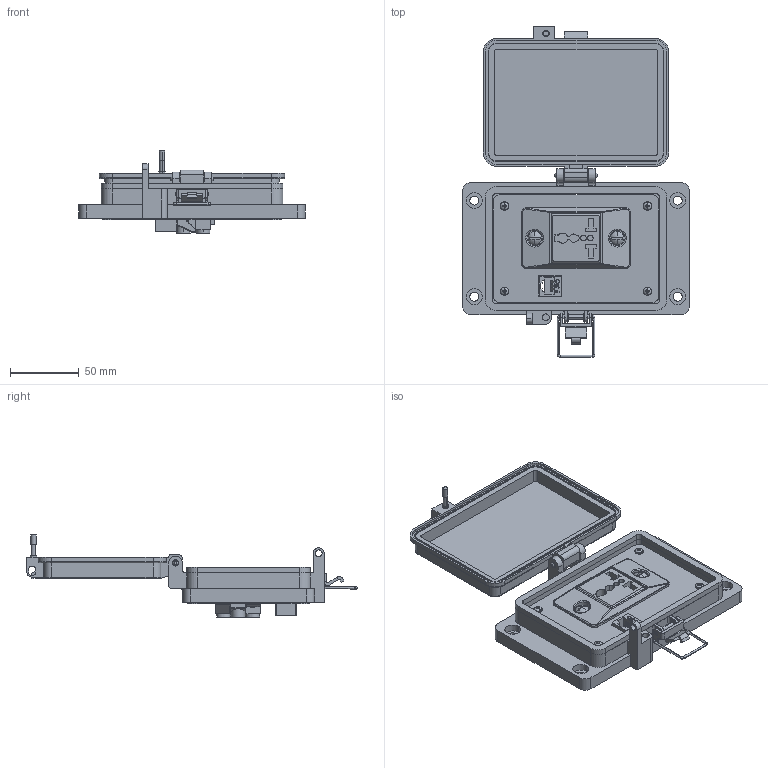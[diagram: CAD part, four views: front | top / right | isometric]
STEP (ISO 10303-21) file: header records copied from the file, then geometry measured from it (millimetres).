
FILE_DESCRIPTION (( 'STEP AP203' ), '1' );
FILE_NAME ('P-R62-M3RUV0_3D.STEP', '2019-07-24T14:53:21', ( '' ), ( '' ), 'SwSTEP 2.0', 'SolidWorks 2019', '' );
FILE_SCHEMA (( 'CONFIG_CONTROL_DESIGN' ));
Length unit declared in the file: millimetre
Products named in the file (16): Z-300-RJ45CAT6; Z-200-OTLT-RUV_bezel; R62; Z-200-OTLT-RUV_outlet; Z-H-M3_B; Z-200-OTLT-RUV; -M3; P-R62-M3RUV0_BP180_1; RUV; 92005A124_METRIC PAN HEAD PHILLIPS MACHINE SCREW_92005A124; P-R62-M3RUV0_TP060_1; Z-000-83212TH_90271A194; P-R62-M3RUV0_3D; Z-000-4243316TFP; Z-002-8321132HN_90675A009; P-R62-M3RUV0_FP060_1
Assembly tree (21 placements, depth 4):
  P-R62-M3RUV0_3D
    P-R62-M3RUV0_BP180_1
    P-R62-M3RUV0_TP060_1
    Z-000-4243316TFP  x2
    P-R62-M3RUV0_FP060_1
    RUV
      Z-200-OTLT-RUV
        Z-200-OTLT-RUV_bezel
        Z-200-OTLT-RUV_outlet
    Z-000-83212TH_90271A194  x2
    Z-002-8321132HN_90675A009  x2
    R62
      Z-300-RJ45CAT6
    -M3
      Z-H-M3_B
    92005A124_METRIC PAN HEAD PHILLIPS MACHINE SCREW_92005A124  x4
Bounding box: 164.96 x 240.59 x 59.74 mm (x, y, z)
Volume: 258655.7 mm3; surface area: 154446.2 mm2
Topology: 26 solids, 26 shells, 2263 faces, 6265 edges, 4116 vertices
Faces by surface type: cylinder 1068, plane 761, bspline 261, cone 122, sphere 26, torus 25
Entity records: 61348 total; most frequent: CARTESIAN_POINT 22949, ORIENTED_EDGE 8302, DIRECTION 6729, EDGE_CURVE 4151, VERTEX_POINT 2719, LINE 2327, VECTOR 2327, AXIS2_PLACEMENT_3D 2201
